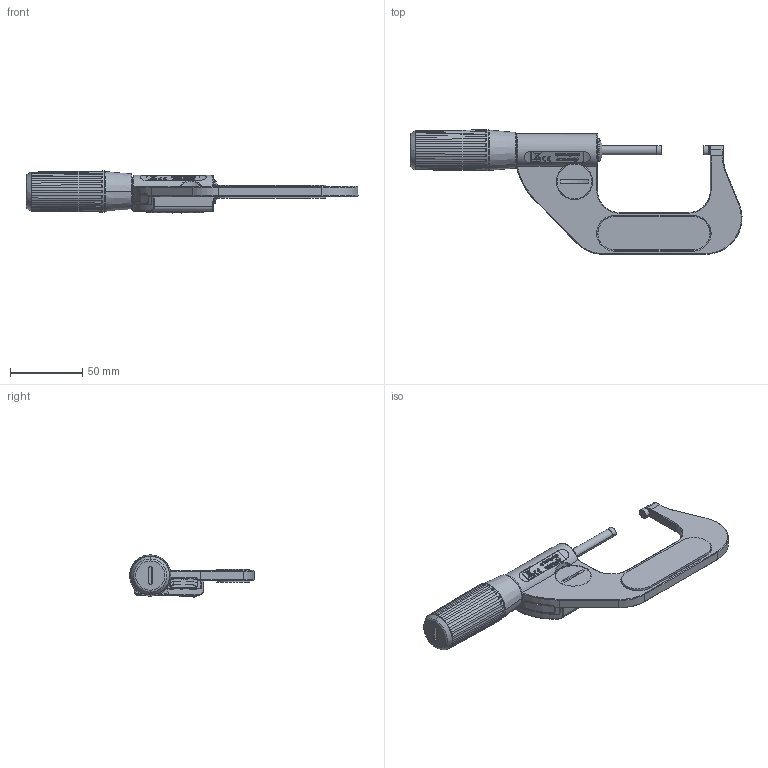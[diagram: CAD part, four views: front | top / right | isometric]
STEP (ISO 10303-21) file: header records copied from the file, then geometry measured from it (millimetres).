
FILE_DESCRIPTION((''),'2;1');
FILE_NAME('PM276_022_002_ASM','2023-11-30T08:33:19',('FST'),('Sylvac SA'),'CREO PARAMETRIC BY PTC INC, 2022244','CREO PARAMETRIC BY PTC INC, 2022244','');
FILE_SCHEMA(('CONFIG_CONTROL_DESIGN'));
Products named in the file (36): PM276_110_642FINITION; PM276_110_641_FINI; PM276_110_682; 276_100_629; PM276_100_607; COLLE_018; 276_100_009_ASM; PM276_110_025_ASM; 276_100_615; 276_100_608; PM276_110_647; 276_100_611; PM276_110_644; PM276_110_017_ASM; PM249_220_715_MNT_276; 276_103_718; PM276_113_016_ASM; PM276_113_947; PM276_100_913_MONTE; PM276_100_623; 276_110_048_SOFT_ASM; PM276_110_032_ASM; PM276_300_652; 276_300_633; 276_230_700; 295_200_602; 303_400_607; PM276_230_736; VIS_PT_KA14X4; PM276_200_407; PM276_230_005_ASM; VIS_T_CYL_BB_M1_6X6_BN20038; 276_100_612; 276_300_635; PM229_001_693; PM276_022_002_ASM
Assembly tree (50 placements, depth 5):
  PM276_022_002_ASM
    PM276_110_032_ASM
      PM276_110_025_ASM
        PM276_110_642FINITION
        PM276_110_641_FINI
        PM276_110_682
        276_100_009_ASM
          276_100_629
          PM276_100_607
          COLLE_018
      276_100_615
      276_100_608
      PM276_110_647
      276_100_611
      PM276_113_016_ASM
        PM276_110_017_ASM
          PM276_110_644
          PM276_100_607
        PM249_220_715_MNT_276  x2
        276_103_718  x2
      276_110_048_SOFT_ASM
        PM276_113_947
        PM276_100_913_MONTE
        PM276_100_623
    PM276_300_652  x2
    276_300_633
    PM276_230_005_ASM
      276_230_700
      295_200_602  x2
      303_400_607
      PM276_230_736
      VIS_PT_KA14X4  x6
      PM276_200_407
    VIS_T_CYL_BB_M1_6X6_BN20038  x6
    276_100_612
    276_300_635
    PM229_001_693
Bounding box: 229.81 x 86.25 x 29.13 mm (x, y, z)
Volume: 82027.9 mm3; surface area: 86833.4 mm2
Topology: 43 solids, 66 shells, 3383 faces, 8685 edges, 5521 vertices
Faces by surface type: plane 1285, cylinder 770, cone 490, extrusion 387, bspline 273, torus 126, sphere 52
Entity records: 132952 total; most frequent: CARTESIAN_POINT 63597, ORIENTED_EDGE 14850, DIRECTION 13059, EDGE_CURVE 7459, VERTEX_POINT 4775, VECTOR 4385, AXIS2_PLACEMENT_3D 4337, LINE 3998
